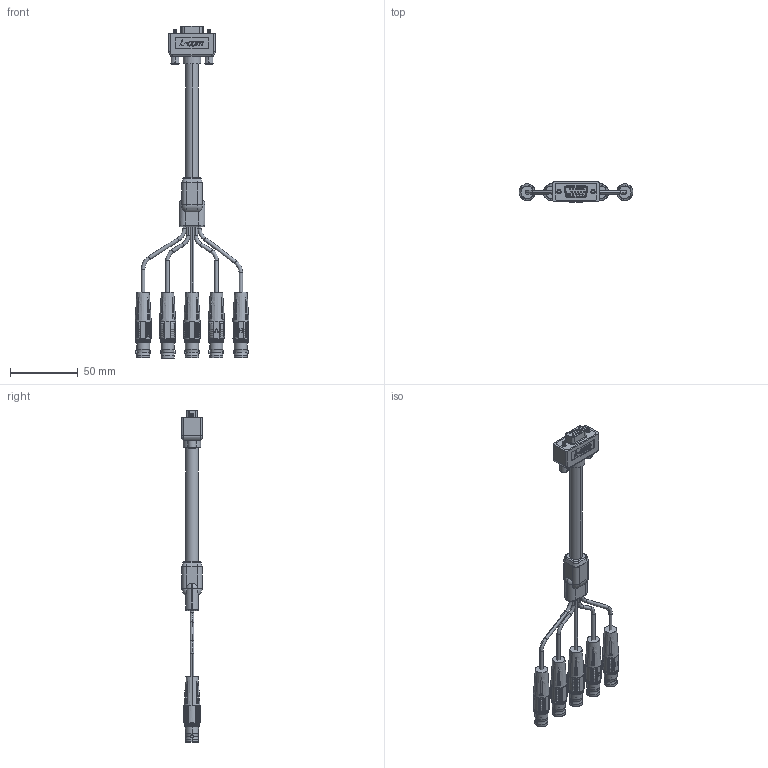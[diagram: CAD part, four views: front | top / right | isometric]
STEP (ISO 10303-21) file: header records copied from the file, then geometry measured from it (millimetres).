
FILE_DESCRIPTION (( 'STEP AP203' ), '1' );
FILE_NAME ('CTL5CAR-2T.STEP', '2010-06-18T14:26:42', ( 'x' ), ( 'Microsoft' ), 'SwSTEP 2.0', 'SolidWorks 2010', '' );
FILE_SCHEMA (( 'CONFIG_CONTROL_DESIGN' ));
Products named in the file (15): 1AL07-039_??; 3AB03-031_"H" INSERT; MTN-324; 1AJ06-027_WITHOUT KNURL; 3AB03-031_LOGO ONE SIDE; BNC JACK FOR RG-179_BODY_??; MTN-147_"H" INSERT; CTL5CAR-2T; MTN-314_A_??; 3AB01-120_with female connector; MTN-233; 1AC04-002; MTN-147_BLANK ONE SIDE; 3AB03-031_"V" INSERT; MTN-147_"V" INSERT
Assembly tree (19 placements, depth 3):
  CTL5CAR-2T
    3AB03-031_"V" INSERT
      MTN-147_"V" INSERT
      BNC JACK FOR RG-179_BODY_??
    3AB03-031_LOGO ONE SIDE  x3
      BNC JACK FOR RG-179_BODY_??
      MTN-147_BLANK ONE SIDE
    3AB01-120_with female connector
      1AC04-002
      MTN-324
      1AJ06-027_WITHOUT KNURL  x2
      MTN-233
    1AL07-039_??
    MTN-314_A_??
    3AB03-031_"H" INSERT
      BNC JACK FOR RG-179_BODY_??
      MTN-147_"H" INSERT
Bounding box: 83.94 x 15 x 244.66 mm (x, y, z)
Volume: 49295.3 mm3; surface area: 33450.4 mm2
Topology: 44 solids, 44 shells, 11616 faces, 26304 edges, 15035 vertices
Faces by surface type: bspline 5889, plane 3097, cylinder 2002, cone 390, torus 230, sphere 8
Entity records: 137889 total; most frequent: CARTESIAN_POINT 58834, ORIENTED_EDGE 18736, DIRECTION 12615, EDGE_CURVE 9368, VERTEX_POINT 5695, VECTOR 4891, LINE 4891, EDGE_LOOP 4105
